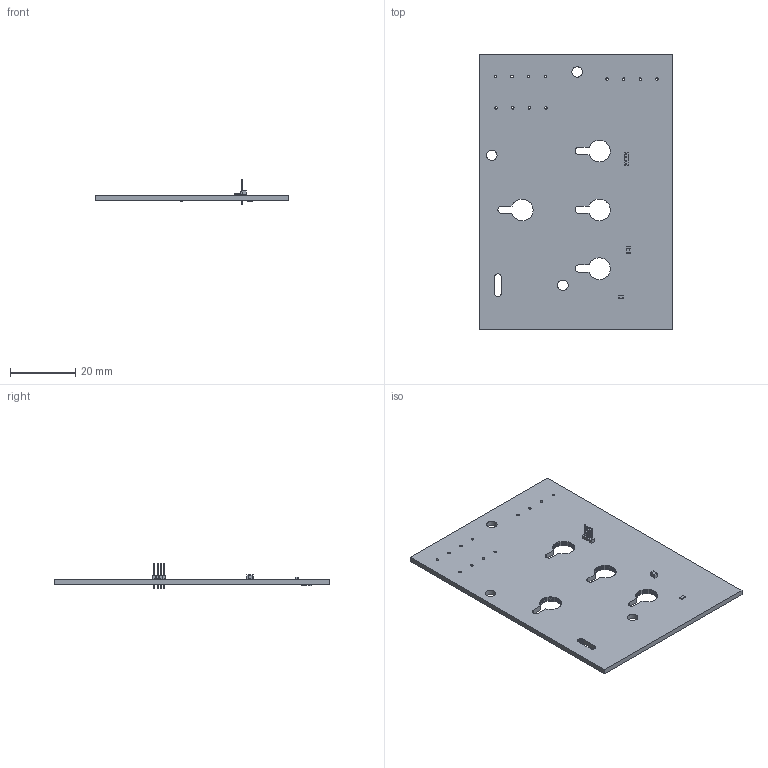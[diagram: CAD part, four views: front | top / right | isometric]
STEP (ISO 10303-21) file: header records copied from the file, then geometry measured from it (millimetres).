
FILE_DESCRIPTION(('KiCad electronic assembly'),'2;1');
FILE_NAME('headunit_controls.step','2023-08-11T14:37:44',('Pcbnew'),( 'Kicad'),'Open CASCADE STEP processor 7.6','KiCad to STEP converter' ,'Unknown');
FILE_SCHEMA(('AUTOMOTIVE_DESIGN { 1 0 10303 214 1 1 1 1 }'));
Length unit declared in the file: millimetre
Products named in the file (8): headunit_controls 1; PinHeader_1x04_P1.00mm_Vertical; SOLID; C_0805_2012Metric; R_0603_1608Metric; PCB
Assembly tree (9 placements, depth 3):
  headunit_controls 1
    PinHeader_1x04_P1.00mm_Vertical
      SOLID
    C_0805_2012Metric
      SOLID
    R_0603_1608Metric  x3
      SOLID
    PCB
Bounding box: 59.34 x 84.3 x 7.8 mm (x, y, z)
Volume: 7570.8 mm3; surface area: 10411.8 mm2
Topology: 6 solids, 6 shells, 545 faces, 1525 edges, 1002 vertices
Faces by surface type: plane 490, cylinder 55
Full cylindrical faces by diameter (mm): 0.5 x4, 0.77 x12, 3.2 x3
Entity records: 35192 total; most frequent: CARTESIAN_POINT 5932, DIRECTION 5193, LINE 4011, VECTOR 4011, ORIENTED_EDGE 2778, PCURVE 2778, DEFINITIONAL_REPRESENTATION 2778, EDGE_CURVE 1389
